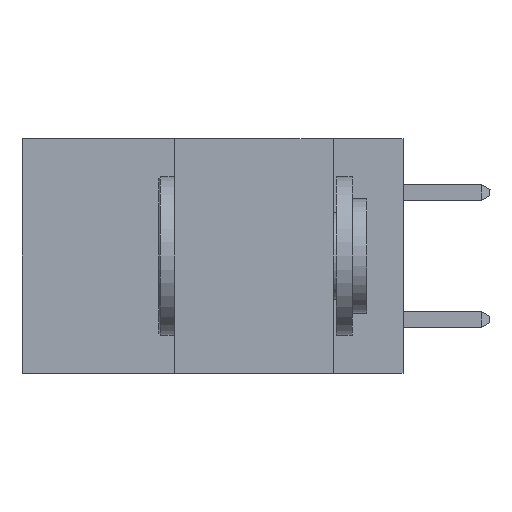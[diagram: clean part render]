
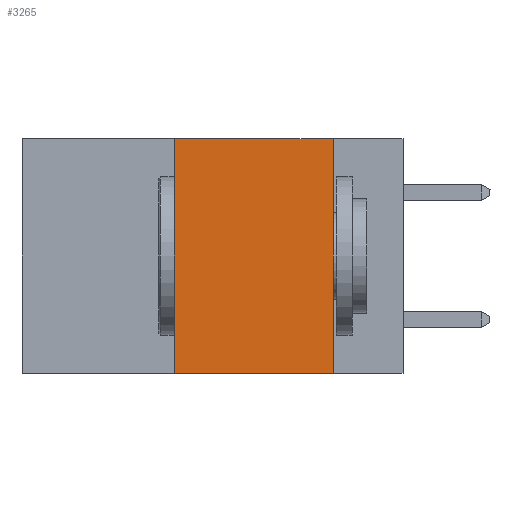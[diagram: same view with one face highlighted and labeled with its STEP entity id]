
A CAD part, left-side view. The second image highlights one B-rep face of the part: STEP entity #3265.
In plain terms, the highlighted planar face has unit normal (-1, 0, 0).
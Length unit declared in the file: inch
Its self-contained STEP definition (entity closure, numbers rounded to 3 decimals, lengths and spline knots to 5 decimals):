
#238 = CARTESIAN_POINT ( 'NONE',  ( 0., 0.11, 0. ) ) ;
#397 = VECTOR ( 'NONE', #5369, 39.37008 ) ;
#598 = EDGE_CURVE ( 'NONE', #12809, #2347, #3233, .T. ) ;
#917 = DIRECTION ( 'NONE',  ( 0., 0., -1. ) ) ;
#957 = VERTEX_POINT ( 'NONE', #7876 ) ;
#963 = EDGE_CURVE ( 'NONE', #2347, #957, #2225, .T. ) ;
#2225 = LINE ( 'NONE', #12417, #2767 ) ;
#2347 = VERTEX_POINT ( 'NONE', #238 ) ;
#2448 = VECTOR ( 'NONE', #13537, 39.37008 ) ;
#2659 = EDGE_CURVE ( 'NONE', #5439, #12809, #9317, .T. ) ;
#2767 = VECTOR ( 'NONE', #917, 39.37008 ) ;
#2777 = EDGE_LOOP ( 'NONE', ( #2851, #12373, #6710, #3091 ) ) ;
#2851 = ORIENTED_EDGE ( 'NONE', *, *, #963, .F. ) ;
#3087 = DIRECTION ( 'NONE',  ( 0., 0., 1. ) ) ;
#3091 = ORIENTED_EDGE ( 'NONE', *, *, #4609, .T. ) ;
#3233 = LINE ( 'NONE', #12190, #397 ) ;
#3265 = ADVANCED_FACE ( 'NONE', ( #10726 ), #14838, .F. ) ;
#4437 = LINE ( 'NONE', #14764, #2448 ) ;
#4609 = EDGE_CURVE ( 'NONE', #5439, #957, #4437, .T. ) ;
#5369 = DIRECTION ( 'NONE',  ( 0., -1., 0. ) ) ;
#5439 = VERTEX_POINT ( 'NONE', #13861 ) ;
#5806 = CARTESIAN_POINT ( 'NONE',  ( 0., 0.36, 0. ) ) ;
#6311 = VECTOR ( 'NONE', #3087, 39.37008 ) ;
#6584 = CARTESIAN_POINT ( 'NONE',  ( 0., 0.36, 0. ) ) ;
#6710 = ORIENTED_EDGE ( 'NONE', *, *, #2659, .F. ) ;
#7876 = CARTESIAN_POINT ( 'NONE',  ( 0., 0.11, -0.37 ) ) ;
#7909 = CARTESIAN_POINT ( 'NONE',  ( 0., 0.6, 0. ) ) ;
#9111 = DIRECTION ( 'NONE',  ( 0., 0., -1. ) ) ;
#9317 = LINE ( 'NONE', #6584, #6311 ) ;
#10311 = AXIS2_PLACEMENT_3D ( 'NONE', #7909, #11471, #9111 ) ;
#10726 = FACE_OUTER_BOUND ( 'NONE', #2777, .T. ) ;
#11471 = DIRECTION ( 'NONE',  ( 1., 0., 0. ) ) ;
#12190 = CARTESIAN_POINT ( 'NONE',  ( 0., 0.6, 0. ) ) ;
#12373 = ORIENTED_EDGE ( 'NONE', *, *, #598, .F. ) ;
#12417 = CARTESIAN_POINT ( 'NONE',  ( 0., 0.11, 0. ) ) ;
#12809 = VERTEX_POINT ( 'NONE', #5806 ) ;
#13537 = DIRECTION ( 'NONE',  ( 0., -1., 0. ) ) ;
#13861 = CARTESIAN_POINT ( 'NONE',  ( 0., 0.36, -0.37 ) ) ;
#14764 = CARTESIAN_POINT ( 'NONE',  ( 0., 0.6, -0.37 ) ) ;
#14838 = PLANE ( 'NONE',  #10311 ) ;
